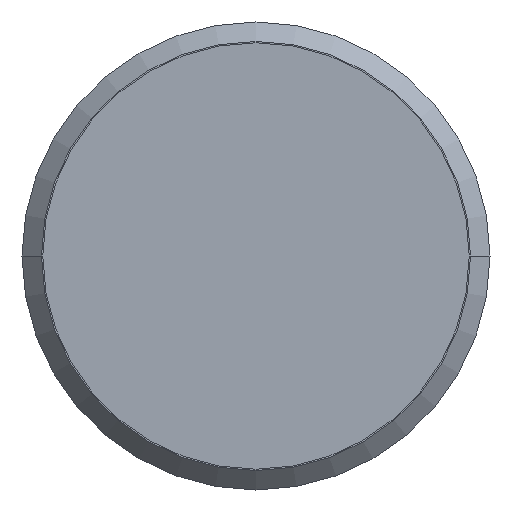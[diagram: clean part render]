
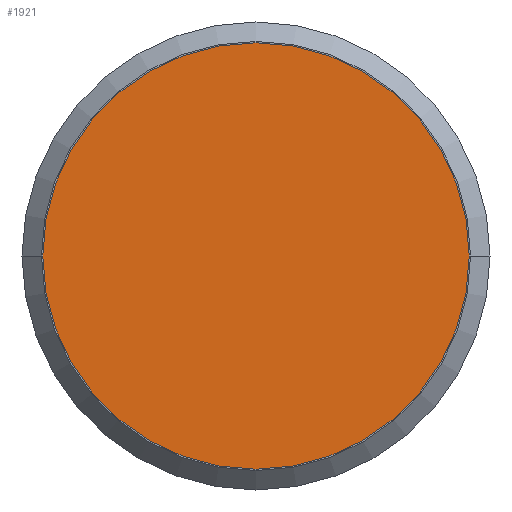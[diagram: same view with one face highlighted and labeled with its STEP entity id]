
A CAD part, front view. The second image highlights one B-rep face of the part: STEP entity #1921.
In plain terms, the highlighted planar face has unit normal (0, -1, 0).
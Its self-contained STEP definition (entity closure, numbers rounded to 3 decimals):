
#617=CARTESIAN_POINT('',(0.,-49.,0.));
#618=DIRECTION('',(0.,-1.,0.));
#619=DIRECTION('',(-1.,0.,0.));
#620=AXIS2_PLACEMENT_3D('',#617,#618,#619);
#622=CARTESIAN_POINT('',(0.,-49.,0.));
#623=DIRECTION('',(0.,-1.,0.));
#624=DIRECTION('',(1.,0.,0.));
#625=AXIS2_PLACEMENT_3D('',#622,#623,#624);
#639=CARTESIAN_POINT('',(-8.2,-49.,0.));
#640=CARTESIAN_POINT('',(8.2,-49.,0.));
#641=VERTEX_POINT('',#639);
#642=VERTEX_POINT('',#640);
#1912=CARTESIAN_POINT('',(0.,-49.,0.));
#1913=DIRECTION('',(0.,-1.,0.));
#1914=DIRECTION('',(-1.,0.,0.));
#1915=AXIS2_PLACEMENT_3D('',#1912,#1913,#1914);
#1916=PLANE('',#1915);
#1917=ORIENTED_EDGE('',*,*,#1878,.F.);
#1918=ORIENTED_EDGE('',*,*,#1899,.F.);
#1919=EDGE_LOOP('',(#1917,#1918));
#1920=FACE_OUTER_BOUND('',#1919,.F.);
#1921=ADVANCED_FACE('',(#1920),#1916,.T.);
#621=CIRCLE('',#620,8.2);
#626=CIRCLE('',#625,8.2);
#1878=EDGE_CURVE('',#641,#642,#621,.T.);
#1899=EDGE_CURVE('',#642,#641,#626,.T.);
